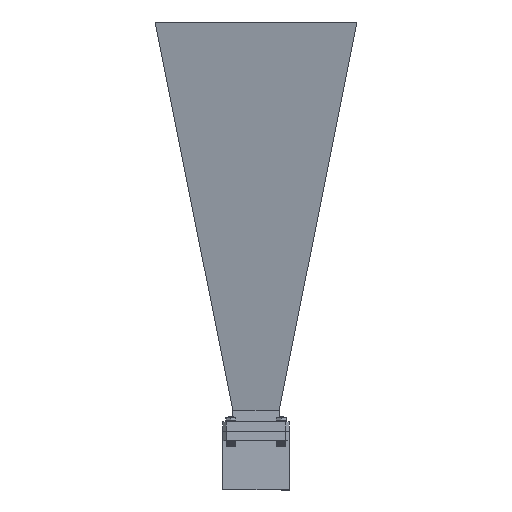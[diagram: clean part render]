
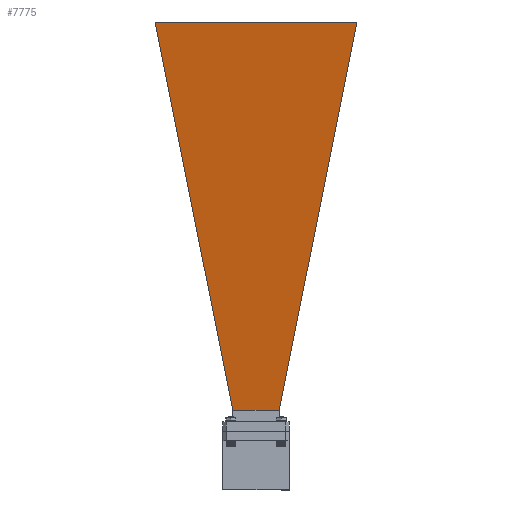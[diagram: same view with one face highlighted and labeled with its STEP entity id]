
A CAD part, front view. The second image highlights one B-rep face of the part: STEP entity #7775.
In plain terms, the highlighted face is planar.
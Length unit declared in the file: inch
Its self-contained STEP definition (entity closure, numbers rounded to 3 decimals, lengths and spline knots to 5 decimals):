
#39 = CARTESIAN_POINT ( 'NONE',  ( -0.33366, 0.58908, 1.9622 ) ) ;
#390 = EDGE_CURVE ( 'NONE', #13422, #6680, #3715, .T. ) ;
#908 = PLANE ( 'NONE',  #10138 ) ;
#2779 = DIRECTION ( 'NONE',  ( 0., -1., 0. ) ) ;
#3104 = ORIENTED_EDGE ( 'NONE', *, *, #9175, .T. ) ;
#3508 = ORIENTED_EDGE ( 'NONE', *, *, #390, .F. ) ;
#3715 = LINE ( 'NONE', #7221, #7725 ) ;
#4040 = LINE ( 'NONE', #12907, #9893 ) ;
#4214 = DIRECTION ( 'NONE',  ( -0.987, 0., -0.159 ) ) ;
#4487 = VERTEX_POINT ( 'NONE', #14006 ) ;
#5319 = CARTESIAN_POINT ( 'NONE',  ( -1.13041, 0., 6.90335 ) ) ;
#6122 = DIRECTION ( 'NONE',  ( 0., -1., 0. ) ) ;
#6408 = FACE_OUTER_BOUND ( 'NONE', #11047, .T. ) ;
#6680 = VERTEX_POINT ( 'NONE', #10284 ) ;
#7221 = CARTESIAN_POINT ( 'NONE',  ( -1.93018, 0., 11.86327 ) ) ;
#7702 = EDGE_CURVE ( 'NONE', #12455, #13422, #11849, .T. ) ;
#7723 = CARTESIAN_POINT ( 'NONE',  ( -0.33366, 0.58908, 1.9622 ) ) ;
#7725 = VECTOR ( 'NONE', #6122, 39.37008 ) ;
#7775 = ADVANCED_FACE ( 'NONE', ( #6408 ), #908, .T. ) ;
#8502 = DIRECTION ( 'NONE',  ( -0.156, 0.194, 0.968 ) ) ;
#8512 = VECTOR ( 'NONE', #8780, 39.37008 ) ;
#8780 = DIRECTION ( 'NONE',  ( 0.156, 0.194, -0.968 ) ) ;
#8964 = CARTESIAN_POINT ( 'NONE',  ( -1.93018, 2.5744, 11.86327 ) ) ;
#9175 = EDGE_CURVE ( 'NONE', #12455, #4487, #4040, .T. ) ;
#9893 = VECTOR ( 'NONE', #2779, 39.37008 ) ;
#10138 = AXIS2_PLACEMENT_3D ( 'NONE', #5319, #4214, #13061 ) ;
#10284 = CARTESIAN_POINT ( 'NONE',  ( -1.93018, -2.5744, 11.86327 ) ) ;
#10890 = LINE ( 'NONE', #11902, #8512 ) ;
#11047 = EDGE_LOOP ( 'NONE', ( #13411, #3508, #13704, #3104 ) ) ;
#11849 = LINE ( 'NONE', #7723, #12681 ) ;
#11902 = CARTESIAN_POINT ( 'NONE',  ( -1.93018, -2.5744, 11.86327 ) ) ;
#12455 = VERTEX_POINT ( 'NONE', #39 ) ;
#12681 = VECTOR ( 'NONE', #8502, 39.37008 ) ;
#12907 = CARTESIAN_POINT ( 'NONE',  ( -0.33366, 0., 1.9622 ) ) ;
#13061 = DIRECTION ( 'NONE',  ( -0.159, 0., 0.987 ) ) ;
#13141 = EDGE_CURVE ( 'NONE', #6680, #4487, #10890, .T. ) ;
#13411 = ORIENTED_EDGE ( 'NONE', *, *, #13141, .F. ) ;
#13422 = VERTEX_POINT ( 'NONE', #8964 ) ;
#13704 = ORIENTED_EDGE ( 'NONE', *, *, #7702, .F. ) ;
#14006 = CARTESIAN_POINT ( 'NONE',  ( -0.33366, -0.58908, 1.9622 ) ) ;
